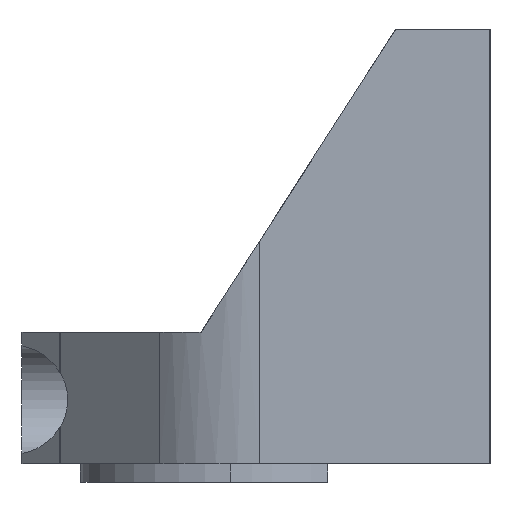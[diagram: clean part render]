
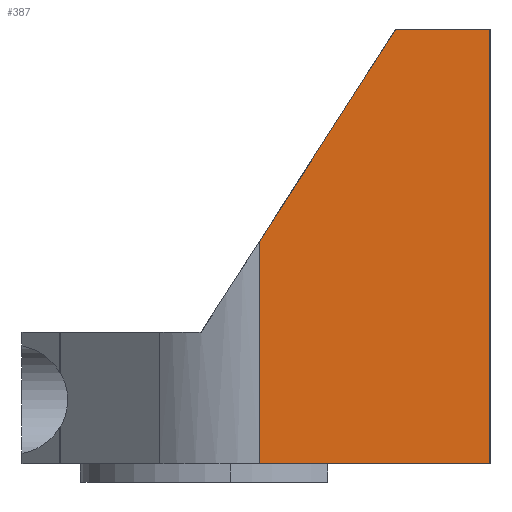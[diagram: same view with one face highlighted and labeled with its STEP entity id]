
A CAD part, left-side view. The second image highlights one B-rep face of the part: STEP entity #387.
In plain terms, the highlighted planar face has unit normal (-1, 0, 0).
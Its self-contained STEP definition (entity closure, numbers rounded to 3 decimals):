
#42 = EDGE_CURVE ( 'NONE', #1334, #2678, #2100, .T. ) ;
#46 = CARTESIAN_POINT ( 'NONE',  ( -20., 1.571, 8. ) ) ;
#67 = CARTESIAN_POINT ( 'NONE',  ( -20., -13.8, 24.1 ) ) ;
#124 = EDGE_CURVE ( 'NONE', #1334, #509, #1414, .T. ) ;
#151 = CARTESIAN_POINT ( 'NONE',  ( -20., -1.536, 12.832 ) ) ;
#275 = CARTESIAN_POINT ( 'NONE',  ( -20., -8.78, 24.1 ) ) ;
#387 = ADVANCED_FACE ( 'NONE', ( #826 ), #962, .T. ) ;
#450 = VECTOR ( 'NONE', #1194, 1000. ) ;
#473 = LINE ( 'NONE', #46, #1507 ) ;
#509 = VERTEX_POINT ( 'NONE', #2154 ) ;
#526 = DIRECTION ( 'NONE',  ( 0., 0., -1. ) ) ;
#546 = EDGE_LOOP ( 'NONE', ( #1845, #1516, #890, #1820, #1498 ) ) ;
#667 = VECTOR ( 'NONE', #526, 1000. ) ;
#826 = FACE_OUTER_BOUND ( 'NONE', #546, .T. ) ;
#833 = AXIS2_PLACEMENT_3D ( 'NONE', #1586, #1368, #2620 ) ;
#890 = ORIENTED_EDGE ( 'NONE', *, *, #42, .F. ) ;
#962 = PLANE ( 'NONE',  #833 ) ;
#1074 = EDGE_CURVE ( 'NONE', #1209, #2678, #1767, .T. ) ;
#1194 = DIRECTION ( 'NONE',  ( 0., 1., 0. ) ) ;
#1209 = VERTEX_POINT ( 'NONE', #151 ) ;
#1256 = CARTESIAN_POINT ( 'NONE',  ( -20., -10.78, 24.1 ) ) ;
#1280 = DIRECTION ( 'NONE',  ( 0., -0.541, 0.841 ) ) ;
#1334 = VERTEX_POINT ( 'NONE', #2668 ) ;
#1368 = DIRECTION ( 'NONE',  ( -1., 0., 0. ) ) ;
#1414 = LINE ( 'NONE', #67, #2457 ) ;
#1498 = ORIENTED_EDGE ( 'NONE', *, *, #2603, .F. ) ;
#1507 = VECTOR ( 'NONE', #1280, 1000. ) ;
#1516 = ORIENTED_EDGE ( 'NONE', *, *, #1074, .T. ) ;
#1586 = CARTESIAN_POINT ( 'NONE',  ( -20., -10.78, 24.162 ) ) ;
#1767 = LINE ( 'NONE', #2595, #667 ) ;
#1820 = ORIENTED_EDGE ( 'NONE', *, *, #124, .T. ) ;
#1845 = ORIENTED_EDGE ( 'NONE', *, *, #2106, .F. ) ;
#1913 = DIRECTION ( 'NONE',  ( 0., 0., 1. ) ) ;
#2056 = LINE ( 'NONE', #1256, #2607 ) ;
#2100 = LINE ( 'NONE', #2566, #450 ) ;
#2106 = EDGE_CURVE ( 'NONE', #1209, #2215, #473, .T. ) ;
#2154 = CARTESIAN_POINT ( 'NONE',  ( -20., -13.8, 24.1 ) ) ;
#2215 = VERTEX_POINT ( 'NONE', #275 ) ;
#2457 = VECTOR ( 'NONE', #1913, 1000. ) ;
#2462 = CARTESIAN_POINT ( 'NONE',  ( -20., -1.536, 1. ) ) ;
#2502 = DIRECTION ( 'NONE',  ( 0., -1., 0. ) ) ;
#2566 = CARTESIAN_POINT ( 'NONE',  ( -20., -10.78, 1. ) ) ;
#2595 = CARTESIAN_POINT ( 'NONE',  ( -20., -1.536, 1. ) ) ;
#2603 = EDGE_CURVE ( 'NONE', #2215, #509, #2056, .T. ) ;
#2607 = VECTOR ( 'NONE', #2502, 1000. ) ;
#2620 = DIRECTION ( 'NONE',  ( 0., 0., 1. ) ) ;
#2668 = CARTESIAN_POINT ( 'NONE',  ( -20., -13.8, 1. ) ) ;
#2678 = VERTEX_POINT ( 'NONE', #2462 ) ;
